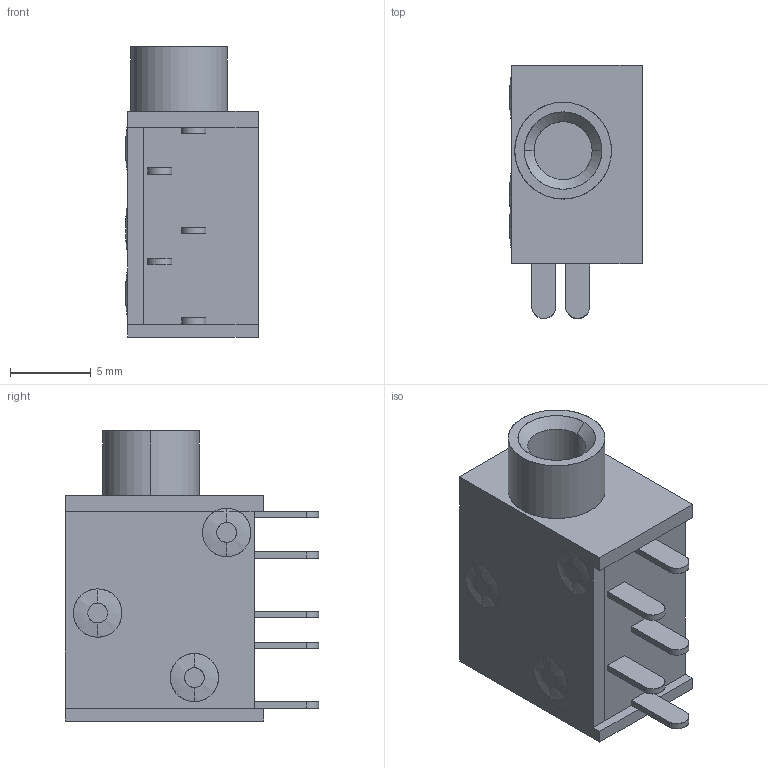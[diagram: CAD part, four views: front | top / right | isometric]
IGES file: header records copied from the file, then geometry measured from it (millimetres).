
Start section: SolidWorks IGES file using analytic representation for surfaces
Global section: file name: STX-3150-5N-1_rA1.IGS; native system: SolidWorks 2018; preprocessor: SolidWorks 2018; author: Ckelleher; date: 180702.155224; units: millimetre
Bounding box: 8.2 x 15.7 x 18 mm (x, y, z)
Surface area: 1293.3 mm2 (no closed solid volume)
Topology: 0 solids, 0 shells, 67 faces, 602 edges, 602 vertices
Faces by surface type: bspline 56, revolution 11
